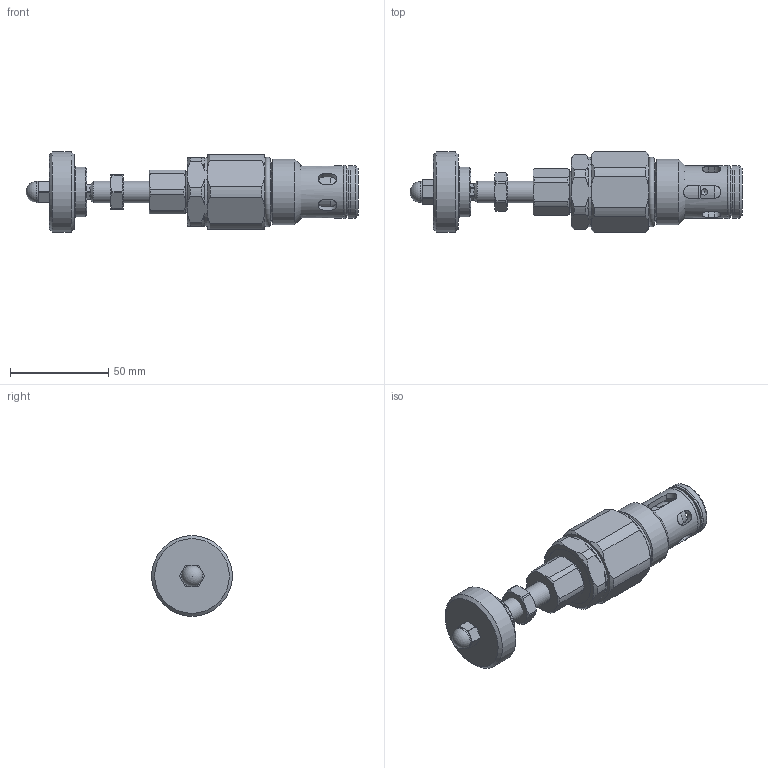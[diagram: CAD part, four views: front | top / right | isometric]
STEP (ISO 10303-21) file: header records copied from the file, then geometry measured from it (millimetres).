
FILE_DESCRIPTION((''),'2;1');
FILE_NAME('HSTV1200.stp','2016-03-08T13:43:12',('JGroves'),(''),'Autodesk Inventor 2012','Autodesk Inventor 2012','');
FILE_SCHEMA(('AUTOMOTIVE_DESIGN { 1 0 10303 214 1 1 1 1 }'));
Length unit declared in the file: inch
Products named in the file (1): L500022HS04(HSTV1200-K-NY)_Shrinkwrap_1
Bounding box: 169.26 x 41.15 x 41.15 mm (x, y, z)
Surface area: 28037.6 mm2 (no closed solid volume)
Topology: 0 solids, 16 shells, 203 faces, 573 edges, 379 vertices
Faces by surface type: plane 67, cylinder 62, cone 61, torus 11, sphere 2
Full cylindrical faces by diameter (mm): 10.795 x1, 11.113 x1, 15.875 x1, 18.364 x1, 20.625 x1, 20.663 x1, 24.181 x1, 25.4 x1, 26.949 x2, 27.026 x1, 30.404 x1, 33.325 x1, 41.148 x1
Entity records: 7111 total; most frequent: CARTESIAN_POINT 1963, ORIENTED_EDGE 988, DIRECTION 984, EDGE_CURVE 536, AXIS2_PLACEMENT_3D 399, VERTEX_POINT 373, EDGE_LOOP 262, FACE_OUTER_BOUND 203
